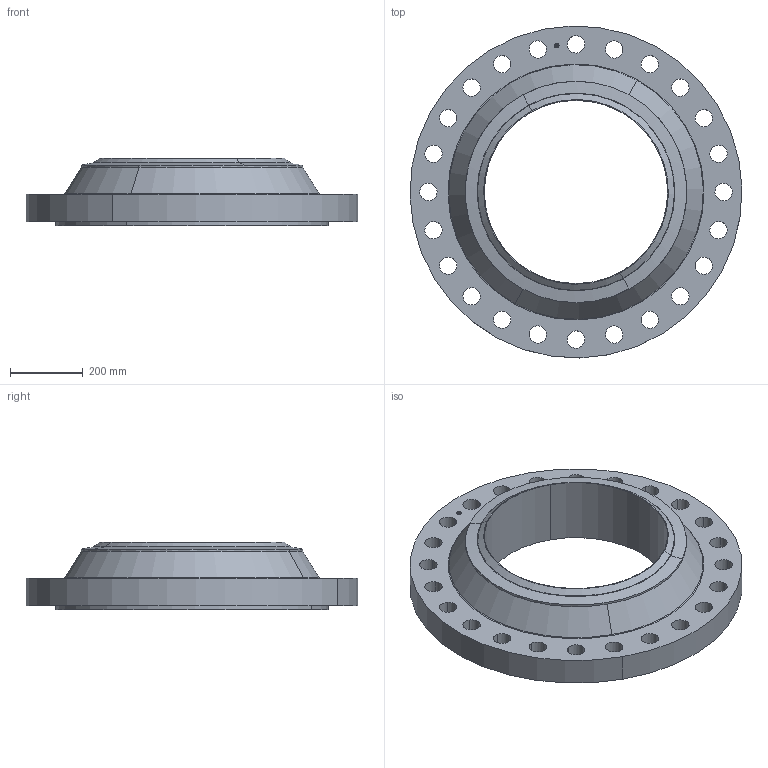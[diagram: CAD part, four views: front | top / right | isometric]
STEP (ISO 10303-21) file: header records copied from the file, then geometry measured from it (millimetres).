
FILE_DESCRIPTION(('3D STEP'),'2;1');
FILE_NAME('24-400-WELD-NECK-RTJ-140-FLANGE.stp','2013-01-27T20:29:36+00:00',('Texas Flange'),(''),'CATIA Version 5 Release 20 SP 6 (IN-10)','CATIA V5 STEP AP214','800-826-3801');
FILE_SCHEMA(('AUTOMOTIVE_DESIGN { 1 0 10303 214 1 1 1 1 }'));
Length unit declared in the file: inch
Products named in the file (1): 24-400-WELD-NECK-RTJ-140-FLANGE
Bounding box: 914.15 x 914.15 x 185.88 mm (x, y, z)
Volume: 45188485.6 mm3; surface area: 1775444.2 mm2
Topology: 1 solids, 1 shells, 465 faces, 1314 edges, 872 vertices
Faces by surface type: plane 371, cylinder 76, cone 10, torus 8
Entity records: 17104 total; most frequent: ORIENTED_EDGE 2628, CARTESIAN_POINT 2579, DIRECTION 2098, EDGE_CURVE 1314, VECTOR 1130, LINE 1130, VERTEX_POINT 872, AXIS2_PLACEMENT_3D 577
